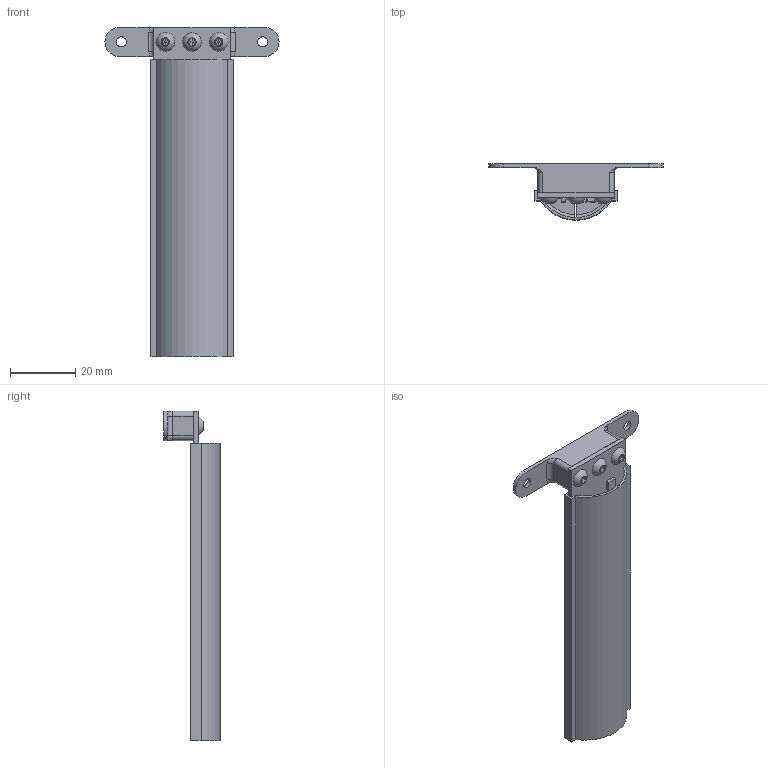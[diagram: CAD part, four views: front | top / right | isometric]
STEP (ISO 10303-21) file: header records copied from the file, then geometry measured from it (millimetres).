
FILE_DESCRIPTION(/* description */ (''),/* implementation_level */ '2;1');
FILE_NAME(/* name */ 'IR mount and diffuser.step',/* time_stamp */ '2025-12-17T21:47:57-05:00',/* author */ (''),/* organization */ (''),/* preprocessor_version */ 'ST-DEVELOPER v20.1',/* originating_system */ 'Autodesk Translation Framework v14.21.0.0',/* authorisation */ '');
FILE_SCHEMA (('AUTOMOTIVE_DESIGN { 1 0 10303 214 3 1 1 }'));
Length unit declared in the file: millimetre
Products named in the file (3): diffuser; IR; Hexagon Socket Button Head Screw PN-EN ISO 7380-1 - M3 x 10 Steel 4.6
 Plain v1
Assembly tree (4 placements, depth 2):
  diffuser
    IR
    Hexagon Socket Button Head Screw PN-EN ISO 7380-1 - M3 x 10 Steel 4.6
 Plain v1  x3
Bounding box: 53.4 x 17.22 x 101.1 mm (x, y, z)
Volume: 9001 mm3; surface area: 15710 mm2
Topology: 6 solids, 6 shells, 370 faces, 866 edges, 563 vertices
Faces by surface type: plane 324, cylinder 31, torus 9, cone 3, sphere 3
Full cylindrical faces by diameter (mm): 2.8 x6, 2.927 x3, 3.1 x2
Entity records: 9693 total; most frequent: CARTESIAN_POINT 1751, ORIENTED_EDGE 1596, DIRECTION 1530, EDGE_CURVE 798, LINE 722, VECTOR 722, VERTEX_POINT 525, AXIS2_PLACEMENT_3D 404
